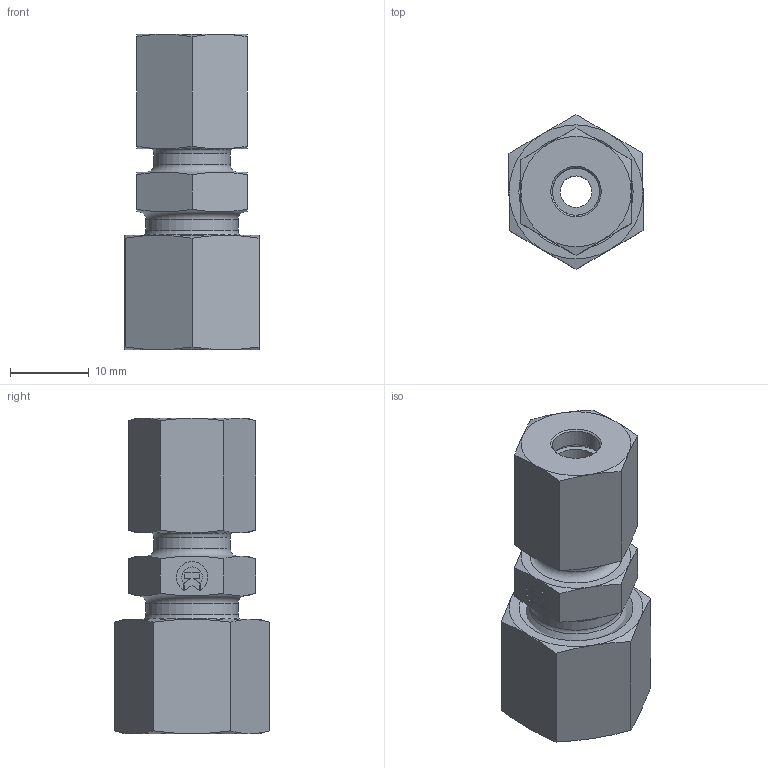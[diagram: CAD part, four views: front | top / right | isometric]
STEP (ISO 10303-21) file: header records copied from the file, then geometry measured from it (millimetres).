
FILE_DESCRIPTION((''),'2;1');
FILE_NAME('32408061412.stp','2014-08-15T16:17:49',(''),('KNOMI spol. s r. o.'),'Autodesk Inventor 2012','Autodesk Inventor 2012','');
FILE_SCHEMA(('AUTOMOTIVE_DESIGN { 1 2 10303 214 0 1 1 1 }'));
Length unit declared in the file: millimetre
Products named in the file (6): PSR2K  8/6L  M14/M12; 314 0806 1412; 3910612; 40106; 3910814; 40108
Assembly tree (5 placements, depth 2):
  PSR2K  8/6L  M14/M12
    314 0806 1412
    3910612
    40106
    3910814
    40108
Bounding box: 17.01 x 19.63 x 40 mm (x, y, z)
Volume: 6530.8 mm3; surface area: 5922.4 mm2
Topology: 5 solids, 5 shells, 145 faces, 335 edges, 216 vertices
Faces by surface type: plane 62, cone 56, cylinder 21, torus 6
Full cylindrical faces by diameter (mm): 4 x1, 6 x3, 8 x4, 9.7 x1, 10 x2, 10.376 x1, 11.7 x1, 12 x2, 12.376 x1, 14 x1
Entity records: 4039 total; most frequent: CARTESIAN_POINT 776, DIRECTION 618, ORIENTED_EDGE 544, EDGE_CURVE 272, AXIS2_PLACEMENT_3D 254, EDGE_LOOP 206, VERTEX_POINT 188, STYLED_ITEM 158
